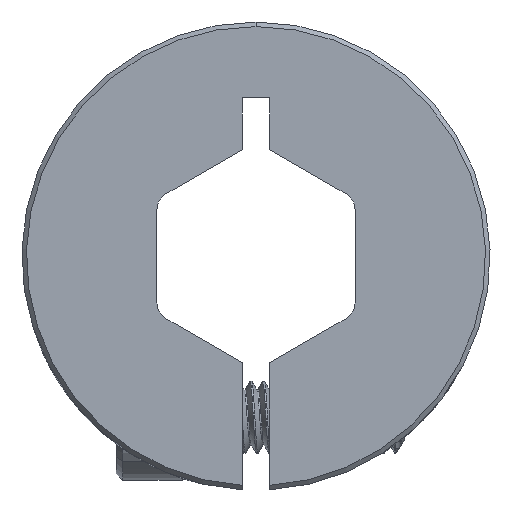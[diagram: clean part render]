
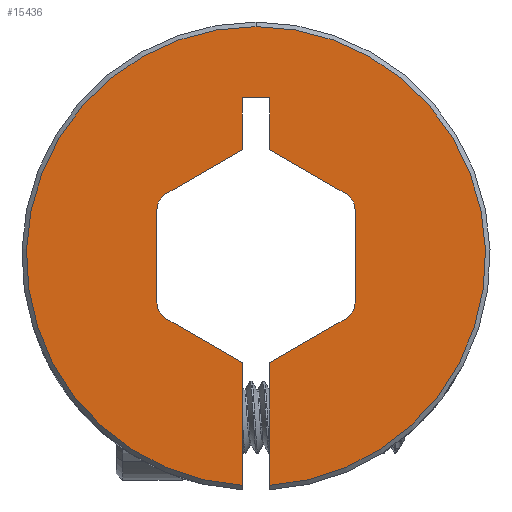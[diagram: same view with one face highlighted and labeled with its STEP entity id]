
A CAD part, front view. The second image highlights one B-rep face of the part: STEP entity #15436.
In plain terms, the highlighted planar face has unit normal (0, -1, 0).
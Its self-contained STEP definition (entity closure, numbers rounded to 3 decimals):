
#36 = AXIS2_PLACEMENT_3D ( 'NONE', #16429, #16217, #6673 ) ;
#281 = CIRCLE ( 'NONE', #36, 12.75 ) ;
#650 = CARTESIAN_POINT ( 'NONE',  ( 0., -5., 0. ) ) ;
#827 = DIRECTION ( 'NONE',  ( 0.866, 0., -0.5 ) ) ;
#1150 = EDGE_CURVE ( 'NONE', #10657, #1282, #15146, .T. ) ;
#1282 = VERTEX_POINT ( 'NONE', #4420 ) ;
#1474 = DIRECTION ( 'NONE',  ( 0., 0., 1. ) ) ;
#1522 = VERTEX_POINT ( 'NONE', #19448 ) ;
#1570 = AXIS2_PLACEMENT_3D ( 'NONE', #4116, #20264, #15200 ) ;
#1632 = DIRECTION ( 'NONE',  ( 0., 0., 1. ) ) ;
#1818 = ORIENTED_EDGE ( 'NONE', *, *, #12164, .T. ) ;
#2072 = LINE ( 'NONE', #8813, #11091 ) ;
#2101 = DIRECTION ( 'NONE',  ( 0., 1., 0. ) ) ;
#2416 = CARTESIAN_POINT ( 'NONE',  ( 5., -5., -3.464 ) ) ;
#2440 = VERTEX_POINT ( 'NONE', #16063 ) ;
#2615 = VECTOR ( 'NONE', #12116, 1000. ) ;
#2700 = FACE_OUTER_BOUND ( 'NONE', #19999, .T. ) ;
#2937 = LINE ( 'NONE', #19751, #3962 ) ;
#3032 = LINE ( 'NONE', #4843, #11062 ) ;
#3085 = VERTEX_POINT ( 'NONE', #12266 ) ;
#3106 = AXIS2_PLACEMENT_3D ( 'NONE', #15369, #10801, #4078 ) ;
#3582 = DIRECTION ( 'NONE',  ( 0., 0., 1. ) ) ;
#3875 = VERTEX_POINT ( 'NONE', #18049 ) ;
#3910 = AXIS2_PLACEMENT_3D ( 'NONE', #11577, #11722, #8708 ) ;
#3962 = VECTOR ( 'NONE', #3582, 1000. ) ;
#3995 = CARTESIAN_POINT ( 'NONE',  ( 0.75, -5., 8.8 ) ) ;
#4057 = CARTESIAN_POINT ( 'NONE',  ( 2.75, -5., -4.763 ) ) ;
#4078 = DIRECTION ( 'NONE',  ( 0., 0., 1. ) ) ;
#4109 = VECTOR ( 'NONE', #7831, 1000. ) ;
#4116 = CARTESIAN_POINT ( 'NONE',  ( 4.5, -5., 2.598 ) ) ;
#4132 = VECTOR ( 'NONE', #1474, 1000. ) ;
#4324 = EDGE_CURVE ( 'NONE', #11130, #13965, #3032, .T. ) ;
#4342 = LINE ( 'NONE', #7967, #20131 ) ;
#4381 = LINE ( 'NONE', #4057, #2615 ) ;
#4416 = VERTEX_POINT ( 'NONE', #15940 ) ;
#4420 = CARTESIAN_POINT ( 'NONE',  ( -5.5, -5., -2.598 ) ) ;
#4609 = LINE ( 'NONE', #6281, #4132 ) ;
#4648 = DIRECTION ( 'NONE',  ( -0.866, 0., 0.5 ) ) ;
#4740 = ORIENTED_EDGE ( 'NONE', *, *, #4324, .T. ) ;
#4843 = CARTESIAN_POINT ( 'NONE',  ( -0.75, -5., 0. ) ) ;
#4870 = ORIENTED_EDGE ( 'NONE', *, *, #5700, .T. ) ;
#5400 = AXIS2_PLACEMENT_3D ( 'NONE', #6954, #15177, #13482 ) ;
#5415 = ORIENTED_EDGE ( 'NONE', *, *, #15888, .F. ) ;
#5476 = PLANE ( 'NONE',  #3910 ) ;
#5700 = EDGE_CURVE ( 'NONE', #13168, #11130, #281, .T. ) ;
#5821 = CARTESIAN_POINT ( 'NONE',  ( 5.5, -5., 0. ) ) ;
#5935 = EDGE_CURVE ( 'NONE', #9236, #12242, #9289, .T. ) ;
#6089 = VERTEX_POINT ( 'NONE', #2416 ) ;
#6275 = CARTESIAN_POINT ( 'NONE',  ( -0.75, -5., -12.728 ) ) ;
#6281 = CARTESIAN_POINT ( 'NONE',  ( 0.75, -5., 0. ) ) ;
#6407 = VERTEX_POINT ( 'NONE', #11078 ) ;
#6504 = ORIENTED_EDGE ( 'NONE', *, *, #18184, .F. ) ;
#6571 = LINE ( 'NONE', #20535, #19346 ) ;
#6673 = DIRECTION ( 'NONE',  ( 0., 0., 1. ) ) ;
#6954 = CARTESIAN_POINT ( 'NONE',  ( -4.5, -5., 2.598 ) ) ;
#7028 = CARTESIAN_POINT ( 'NONE',  ( -2.75, -5., -4.763 ) ) ;
#7150 = EDGE_CURVE ( 'NONE', #8184, #6089, #11046, .T. ) ;
#7404 = VERTEX_POINT ( 'NONE', #3995 ) ;
#7460 = ORIENTED_EDGE ( 'NONE', *, *, #16744, .F. ) ;
#7741 = VECTOR ( 'NONE', #17619, 1000. ) ;
#7831 = DIRECTION ( 'NONE',  ( 0., 0., -1. ) ) ;
#7967 = CARTESIAN_POINT ( 'NONE',  ( -2.75, -5., 4.763 ) ) ;
#8184 = VERTEX_POINT ( 'NONE', #13941 ) ;
#8421 = ORIENTED_EDGE ( 'NONE', *, *, #5935, .T. ) ;
#8522 = EDGE_CURVE ( 'NONE', #6407, #13168, #12041, .T. ) ;
#8660 = AXIS2_PLACEMENT_3D ( 'NONE', #650, #19806, #16470 ) ;
#8708 = DIRECTION ( 'NONE',  ( 0., 0., 1. ) ) ;
#8813 = CARTESIAN_POINT ( 'NONE',  ( -0.75, -5., 0. ) ) ;
#9080 = CARTESIAN_POINT ( 'NONE',  ( -5., -5., 3.464 ) ) ;
#9236 = VERTEX_POINT ( 'NONE', #14387 ) ;
#9289 = CIRCLE ( 'NONE', #5400, 1. ) ;
#9317 = EDGE_CURVE ( 'NONE', #17239, #7404, #11008, .T. ) ;
#9836 = AXIS2_PLACEMENT_3D ( 'NONE', #16537, #2101, #9932 ) ;
#9932 = DIRECTION ( 'NONE',  ( -0.866, 0., -0.5 ) ) ;
#10531 = DIRECTION ( 'NONE',  ( 0., 0., 1. ) ) ;
#10657 = VERTEX_POINT ( 'NONE', #14639 ) ;
#10801 = DIRECTION ( 'NONE',  ( 0., 1., 0. ) ) ;
#11008 = LINE ( 'NONE', #12650, #7741 ) ;
#11046 = CIRCLE ( 'NONE', #9836, 1. ) ;
#11062 = VECTOR ( 'NONE', #1632, 1000. ) ;
#11068 = ORIENTED_EDGE ( 'NONE', *, *, #19198, .F. ) ;
#11078 = CARTESIAN_POINT ( 'NONE',  ( 0.75, -5., -12.728 ) ) ;
#11091 = VECTOR ( 'NONE', #13360, 1000. ) ;
#11130 = VERTEX_POINT ( 'NONE', #6275 ) ;
#11577 = CARTESIAN_POINT ( 'NONE',  ( 0., -5., 0. ) ) ;
#11722 = DIRECTION ( 'NONE',  ( 0., 1., 0. ) ) ;
#11733 = CARTESIAN_POINT ( 'NONE',  ( -0.75, -5., 8.8 ) ) ;
#11935 = CARTESIAN_POINT ( 'NONE',  ( -0.75, -5., -5.918 ) ) ;
#12041 = CIRCLE ( 'NONE', #8660, 12.75 ) ;
#12116 = DIRECTION ( 'NONE',  ( 0.866, 0., 0.5 ) ) ;
#12164 = EDGE_CURVE ( 'NONE', #4416, #3085, #13757, .T. ) ;
#12242 = VERTEX_POINT ( 'NONE', #9080 ) ;
#12266 = CARTESIAN_POINT ( 'NONE',  ( 5.5, -5., 2.598 ) ) ;
#12650 = CARTESIAN_POINT ( 'NONE',  ( 0., -5., 8.8 ) ) ;
#12873 = VECTOR ( 'NONE', #827, 1000. ) ;
#12874 = ORIENTED_EDGE ( 'NONE', *, *, #17400, .F. ) ;
#13168 = VERTEX_POINT ( 'NONE', #19469 ) ;
#13360 = DIRECTION ( 'NONE',  ( 0., 0., 1. ) ) ;
#13482 = DIRECTION ( 'NONE',  ( 0.866, 0., 0.5 ) ) ;
#13510 = EDGE_CURVE ( 'NONE', #6407, #2440, #2937, .T. ) ;
#13757 = CIRCLE ( 'NONE', #1570, 1. ) ;
#13941 = CARTESIAN_POINT ( 'NONE',  ( 5.5, -5., -2.598 ) ) ;
#13965 = VERTEX_POINT ( 'NONE', #11935 ) ;
#14387 = CARTESIAN_POINT ( 'NONE',  ( -5.5, -5., 2.598 ) ) ;
#14639 = CARTESIAN_POINT ( 'NONE',  ( -5., -5., -3.464 ) ) ;
#15015 = ORIENTED_EDGE ( 'NONE', *, *, #15543, .F. ) ;
#15146 = CIRCLE ( 'NONE', #3106, 1. ) ;
#15177 = DIRECTION ( 'NONE',  ( 0., 1., 0. ) ) ;
#15200 = DIRECTION ( 'NONE',  ( 0., 0., -1. ) ) ;
#15257 = ORIENTED_EDGE ( 'NONE', *, *, #18182, .F. ) ;
#15369 = CARTESIAN_POINT ( 'NONE',  ( -4.5, -5., -2.598 ) ) ;
#15436 = ADVANCED_FACE ( 'NONE', ( #2700 ), #5476, .F. ) ;
#15543 = EDGE_CURVE ( 'NONE', #8184, #3085, #17711, .T. ) ;
#15888 = EDGE_CURVE ( 'NONE', #3875, #7404, #4609, .T. ) ;
#15897 = CARTESIAN_POINT ( 'NONE',  ( -5.5, -5., 0. ) ) ;
#15940 = CARTESIAN_POINT ( 'NONE',  ( 5., -5., 3.464 ) ) ;
#16063 = CARTESIAN_POINT ( 'NONE',  ( 0.75, -5., -5.918 ) ) ;
#16217 = DIRECTION ( 'NONE',  ( 0., -1., 0. ) ) ;
#16340 = VECTOR ( 'NONE', #10531, 1000. ) ;
#16429 = CARTESIAN_POINT ( 'NONE',  ( 0., -5., 0. ) ) ;
#16470 = DIRECTION ( 'NONE',  ( 0., 0., 1. ) ) ;
#16537 = CARTESIAN_POINT ( 'NONE',  ( 4.5, -5., -2.598 ) ) ;
#16636 = LINE ( 'NONE', #15897, #4109 ) ;
#16744 = EDGE_CURVE ( 'NONE', #2440, #6089, #4381, .T. ) ;
#17135 = ORIENTED_EDGE ( 'NONE', *, *, #7150, .T. ) ;
#17166 = LINE ( 'NONE', #7028, #12873 ) ;
#17239 = VERTEX_POINT ( 'NONE', #11733 ) ;
#17372 = DIRECTION ( 'NONE',  ( -0.866, 0., -0.5 ) ) ;
#17400 = EDGE_CURVE ( 'NONE', #10657, #13965, #17166, .T. ) ;
#17427 = ORIENTED_EDGE ( 'NONE', *, *, #1150, .T. ) ;
#17619 = DIRECTION ( 'NONE',  ( 1., 0., 0. ) ) ;
#17711 = LINE ( 'NONE', #5821, #16340 ) ;
#18049 = CARTESIAN_POINT ( 'NONE',  ( 0.75, -5., 5.918 ) ) ;
#18182 = EDGE_CURVE ( 'NONE', #9236, #1282, #16636, .T. ) ;
#18184 = EDGE_CURVE ( 'NONE', #1522, #12242, #4342, .T. ) ;
#18387 = ORIENTED_EDGE ( 'NONE', *, *, #20324, .T. ) ;
#18758 = ORIENTED_EDGE ( 'NONE', *, *, #13510, .F. ) ;
#18906 = ORIENTED_EDGE ( 'NONE', *, *, #9317, .T. ) ;
#18977 = ORIENTED_EDGE ( 'NONE', *, *, #8522, .T. ) ;
#19198 = EDGE_CURVE ( 'NONE', #4416, #3875, #6571, .T. ) ;
#19346 = VECTOR ( 'NONE', #4648, 1000. ) ;
#19448 = CARTESIAN_POINT ( 'NONE',  ( -0.75, -5., 5.918 ) ) ;
#19469 = CARTESIAN_POINT ( 'NONE',  ( 0., -5., 12.75 ) ) ;
#19751 = CARTESIAN_POINT ( 'NONE',  ( 0.75, -5., 0. ) ) ;
#19806 = DIRECTION ( 'NONE',  ( 0., -1., 0. ) ) ;
#19999 = EDGE_LOOP ( 'NONE', ( #17135, #7460, #18758, #18977, #4870, #4740, #12874, #17427, #15257, #8421, #6504, #18387, #18906, #5415, #11068, #1818, #15015 ) ) ;
#20131 = VECTOR ( 'NONE', #17372, 1000. ) ;
#20264 = DIRECTION ( 'NONE',  ( 0., 1., 0. ) ) ;
#20324 = EDGE_CURVE ( 'NONE', #1522, #17239, #2072, .T. ) ;
#20535 = CARTESIAN_POINT ( 'NONE',  ( 2.75, -5., 4.763 ) ) ;
